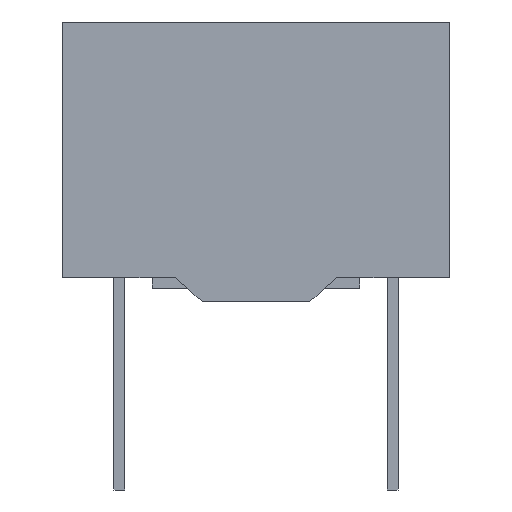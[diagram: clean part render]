
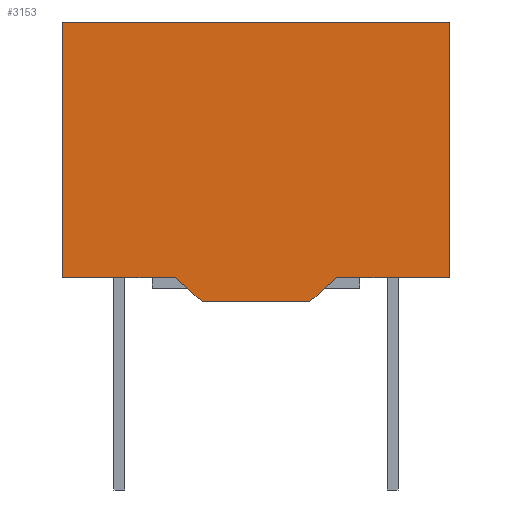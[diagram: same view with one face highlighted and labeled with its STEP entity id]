
A CAD part, left-side view. The second image highlights one B-rep face of the part: STEP entity #3153.
In plain terms, the highlighted planar face has unit normal (-1, 0, 0).
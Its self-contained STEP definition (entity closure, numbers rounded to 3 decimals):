
#1211 = EDGE_CURVE('',#1212,#1214,#1216,.T.);
#1212 = VERTEX_POINT('',#1213);
#1213 = CARTESIAN_POINT('',(-5.3,3.6,5.2));
#1214 = VERTEX_POINT('',#1215);
#1215 = CARTESIAN_POINT('',(-5.3,-3.6,5.2));
#1216 = LINE('',#1217,#1218);
#1217 = CARTESIAN_POINT('',(-5.3,3.6,5.2));
#1218 = VECTOR('',#1219,1.);
#1219 = DIRECTION('',(0.,-1.,0.));
#2846 = VERTEX_POINT('',#2847);
#2847 = CARTESIAN_POINT('',(-5.3,-1.5,0.45));
#2862 = VERTEX_POINT('',#2863);
#2863 = CARTESIAN_POINT('',(-5.3,1.5,0.45));
#2869 = EDGE_CURVE('',#2870,#2862,#2872,.T.);
#2870 = VERTEX_POINT('',#2871);
#2871 = CARTESIAN_POINT('',(-5.3,3.6,0.45));
#2872 = LINE('',#2873,#2874);
#2873 = CARTESIAN_POINT('',(-5.3,3.6,0.45));
#2874 = VECTOR('',#2875,1.);
#2875 = DIRECTION('',(0.,-1.,0.));
#2926 = VERTEX_POINT('',#2927);
#2927 = CARTESIAN_POINT('',(-5.3,-3.6,0.45));
#2933 = EDGE_CURVE('',#2846,#2926,#2934,.T.);
#2934 = LINE('',#2935,#2936);
#2935 = CARTESIAN_POINT('',(-5.3,3.6,0.45));
#2936 = VECTOR('',#2937,1.);
#2937 = DIRECTION('',(0.,-1.,0.));
#3153 = ADVANCED_FACE('',(#3154),#3193,.F.);
#3154 = FACE_BOUND('',#3155,.T.);
#3155 = EDGE_LOOP('',(#3156,#3166,#3172,#3173,#3179,#3180,#3186,#3187));
#3156 = ORIENTED_EDGE('',*,*,#3157,.F.);
#3157 = EDGE_CURVE('',#3158,#3160,#3162,.T.);
#3158 = VERTEX_POINT('',#3159);
#3159 = CARTESIAN_POINT('',(-5.3,-1.,0.));
#3160 = VERTEX_POINT('',#3161);
#3161 = CARTESIAN_POINT('',(-5.3,1.,0.));
#3162 = LINE('',#3163,#3164);
#3163 = CARTESIAN_POINT('',(-5.3,1.5,0.));
#3164 = VECTOR('',#3165,1.);
#3165 = DIRECTION('',(0.,1.,0.));
#3166 = ORIENTED_EDGE('',*,*,#3167,.F.);
#3167 = EDGE_CURVE('',#2846,#3158,#3168,.T.);
#3168 = LINE('',#3169,#3170);
#3169 = CARTESIAN_POINT('',(-5.3,-1.,0.));
#3170 = VECTOR('',#3171,1.);
#3171 = DIRECTION('',(0.,0.743,-0.669));
#3172 = ORIENTED_EDGE('',*,*,#2933,.T.);
#3173 = ORIENTED_EDGE('',*,*,#3174,.F.);
#3174 = EDGE_CURVE('',#1214,#2926,#3175,.T.);
#3175 = LINE('',#3176,#3177);
#3176 = CARTESIAN_POINT('',(-5.3,-3.6,5.2));
#3177 = VECTOR('',#3178,1.);
#3178 = DIRECTION('',(0.,0.,-1.));
#3179 = ORIENTED_EDGE('',*,*,#1211,.F.);
#3180 = ORIENTED_EDGE('',*,*,#3181,.T.);
#3181 = EDGE_CURVE('',#1212,#2870,#3182,.T.);
#3182 = LINE('',#3183,#3184);
#3183 = CARTESIAN_POINT('',(-5.3,3.6,5.2));
#3184 = VECTOR('',#3185,1.);
#3185 = DIRECTION('',(0.,0.,-1.));
#3186 = ORIENTED_EDGE('',*,*,#2869,.T.);
#3187 = ORIENTED_EDGE('',*,*,#3188,.T.);
#3188 = EDGE_CURVE('',#2862,#3160,#3189,.T.);
#3189 = LINE('',#3190,#3191);
#3190 = CARTESIAN_POINT('',(-5.3,1.,0.));
#3191 = VECTOR('',#3192,1.);
#3192 = DIRECTION('',(0.,-0.743,-0.669));
#3193 = PLANE('',#3194);
#3194 = AXIS2_PLACEMENT_3D('',#3195,#3196,#3197);
#3195 = CARTESIAN_POINT('',(-5.3,3.6,5.2));
#3196 = DIRECTION('',(1.,0.,0.));
#3197 = DIRECTION('',(0.,1.,0.));
